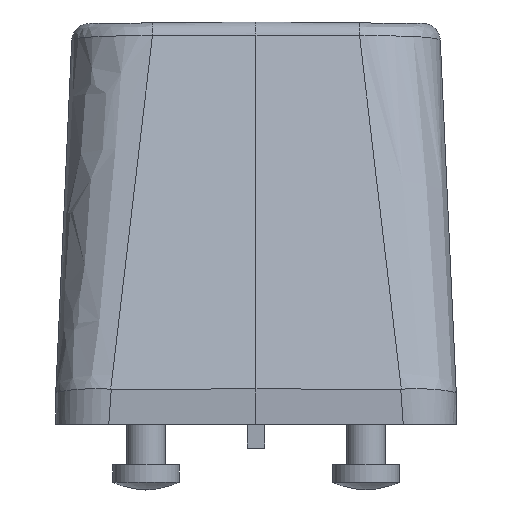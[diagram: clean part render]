
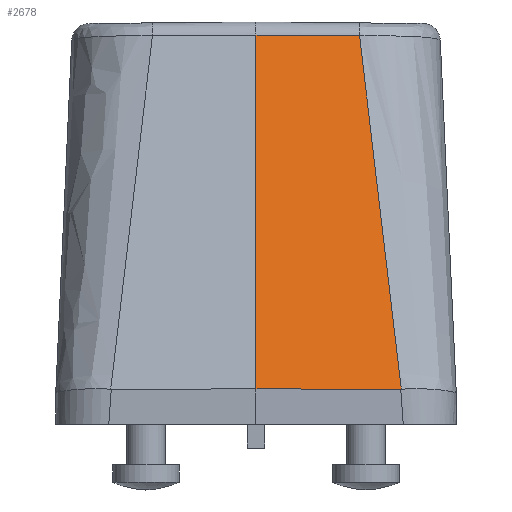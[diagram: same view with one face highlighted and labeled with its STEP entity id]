
A CAD part, left-side view. The second image highlights one B-rep face of the part: STEP entity #2678.
In plain terms, the highlighted planar face has unit normal (-0.964, -0.009, 0.264).
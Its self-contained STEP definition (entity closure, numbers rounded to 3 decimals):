
#1653=PLANE('',#5778);
#1819=FACE_OUTER_BOUND('',#3041,.T.);
#2111=LINE('',#8405,#2442);
#2112=LINE('',#8408,#2443);
#2113=LINE('',#8410,#2444);
#2442=VECTOR('',#6225,1.);
#2443=VECTOR('',#6226,1.);
#2444=VECTOR('',#6227,1.);
#2678=ADVANCED_FACE('',(#1819),#1653,.T.);
#3041=EDGE_LOOP('',(#3505,#3506,#3507,#3508,#3509,#3510));
#3505=ORIENTED_EDGE('',*,*,#4991,.T.);
#3506=ORIENTED_EDGE('',*,*,#4992,.T.);
#3507=ORIENTED_EDGE('',*,*,#4993,.T.);
#3508=ORIENTED_EDGE('',*,*,#4994,.T.);
#3509=ORIENTED_EDGE('',*,*,#4995,.T.);
#3510=ORIENTED_EDGE('',*,*,#4996,.T.);
#4585=VERTEX_POINT('',#8406);
#4586=VERTEX_POINT('',#8407);
#4587=VERTEX_POINT('',#8409);
#4588=VERTEX_POINT('',#8411);
#4589=VERTEX_POINT('',#8416);
#4590=VERTEX_POINT('',#8429);
#4991=EDGE_CURVE('',#4585,#4586,#2111,.T.);
#4992=EDGE_CURVE('',#4586,#4587,#2112,.T.);
#4993=EDGE_CURVE('',#4587,#4588,#2113,.T.);
#4994=EDGE_CURVE('',#4588,#4589,#5392,.T.);
#4995=EDGE_CURVE('',#4589,#4590,#5393,.T.);
#4996=EDGE_CURVE('',#4590,#4585,#5394,.T.);
#5392=B_SPLINE_CURVE_WITH_KNOTS('',3,(#8412,#8413,#8414,#8415),
 .UNSPECIFIED.,.F.,.F.,(4,4),(0.,1.),.UNSPECIFIED.);
#5393=B_SPLINE_CURVE_WITH_KNOTS('',3,(#8417,#8418,#8419,#8420,#8421,#8422,
#8423,#8424,#8425,#8426,#8427,#8428),.UNSPECIFIED.,.F.,.F.,(4,2,2,2,2,4),
(0.,0.08,0.195,0.31,0.54,
1.),.UNSPECIFIED.);
#5394=B_SPLINE_CURVE_WITH_KNOTS('',3,(#8430,#8431,#8432,#8433),
 .UNSPECIFIED.,.F.,.F.,(4,4),(0.,1.),.UNSPECIFIED.);
#5778=AXIS2_PLACEMENT_3D('',#8434,#6228,#6229);
#6225=DIRECTION('',(-0.007,1.,0.009));
#6226=DIRECTION('',(-0.264,0.,-0.964));
#6227=DIRECTION('',(0.009,-1.,-0.001));
#6228=DIRECTION('',(-0.964,-0.009,0.264));
#6229=DIRECTION('',(0.264,0.,0.964));
#8405=CARTESIAN_POINT('',(-15.803,0.04,32.897));
#8406=CARTESIAN_POINT('',(-15.744,-8.747,32.82));
#8407=CARTESIAN_POINT('',(-15.803,0.,32.897));
#8408=CARTESIAN_POINT('',(-15.5,0.,34.));
#8409=CARTESIAN_POINT('',(-24.,0.,3.));
#8410=CARTESIAN_POINT('',(-24.,0.036,3.));
#8411=CARTESIAN_POINT('',(-23.893,-12.229,2.986));
#8412=CARTESIAN_POINT('',(-23.893,-12.229,2.986));
#8413=CARTESIAN_POINT('',(-23.893,-12.246,2.986));
#8414=CARTESIAN_POINT('',(-23.893,-12.264,2.986));
#8415=CARTESIAN_POINT('',(-23.893,-12.281,2.987));
#8416=CARTESIAN_POINT('',(-23.893,-12.281,2.987));
#8417=CARTESIAN_POINT('',(-24.333,-12.471,1.373));
#8418=CARTESIAN_POINT('',(-24.075,-12.359,2.319));
#8419=CARTESIAN_POINT('',(-23.797,-12.243,3.338));
#8420=CARTESIAN_POINT('',(-23.247,-11.982,5.35));
#8421=CARTESIAN_POINT('',(-22.877,-11.821,6.707));
#8422=CARTESIAN_POINT('',(-22.123,-11.496,9.468));
#8423=CARTESIAN_POINT('',(-21.737,-11.332,10.88));
#8424=CARTESIAN_POINT('',(-20.595,-10.843,15.06));
#8425=CARTESIAN_POINT('',(-19.838,-10.517,17.831));
#8426=CARTESIAN_POINT('',(-17.583,-9.544,26.088));
#8427=CARTESIAN_POINT('',(-16.096,-8.899,31.534));
#8428=CARTESIAN_POINT('',(-14.586,-8.247,37.06));
#8429=CARTESIAN_POINT('',(-23.525,-12.118,4.333));
#8430=CARTESIAN_POINT('',(-23.525,-12.114,4.333));
#8431=CARTESIAN_POINT('',(-20.931,-10.992,13.829));
#8432=CARTESIAN_POINT('',(-18.338,-9.87,23.324));
#8433=CARTESIAN_POINT('',(-15.744,-8.747,32.82));
#8434=CARTESIAN_POINT('',(-14.209,0.,38.71));
